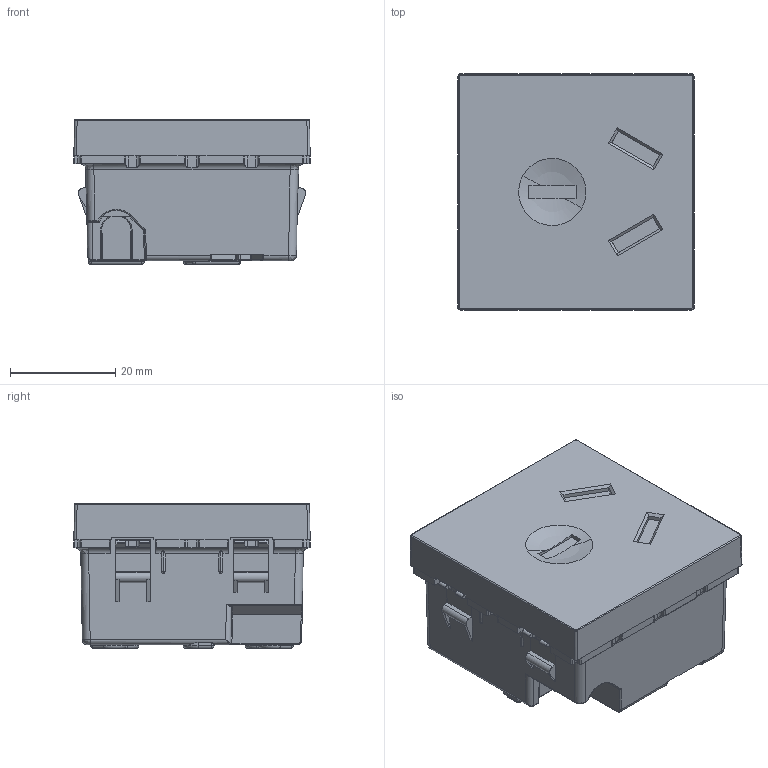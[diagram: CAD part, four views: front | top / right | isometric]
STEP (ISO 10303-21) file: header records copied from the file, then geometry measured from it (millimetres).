
FILE_DESCRIPTION(('CATIA V5 STEP Exchange','CAx-IF Rec.Pracs.--- Model Styling and Organization---1.5--- 2016-08-15','CAx-IF Rec.Pracs.---Supplemental Geometry---1.0---2011-11-01','CAx-IF Rec.Pracs.--- Composite Materials ---1.1---2010-07-15'),'2;1');
FILE_NAME('572121.stp','2021-12-01T09:21:19+00:00',('none'),('none'),'CATIA Version 5-6 Release 2020 SP3','CATIA V5 STEP AP214 v2','none');
FILE_SCHEMA(('AUTOMOTIVE_DESIGN { 1 0 10303 214 1 1 1 1 }'));
Length unit declared in the file: millimetre
Products named in the file (1): Product19_AllCATPart
Bounding box: 45 x 45 x 27.6 mm (x, y, z)
Volume: 46393.4 mm3; surface area: 10316.9 mm2
Topology: 1 solids, 8 shells, 658 faces, 1730 edges, 1067 vertices
Faces by surface type: plane 334, cylinder 141, cone 82, bspline 67, torus 18, sphere 16
Entity records: 25016 total; most frequent: CARTESIAN_POINT 10922, ORIENTED_EDGE 3414, DIRECTION 1989, EDGE_CURVE 1707, VERTEX_POINT 1067, VECTOR 813, LINE 813, AXIS2_PLACEMENT_3D 702
